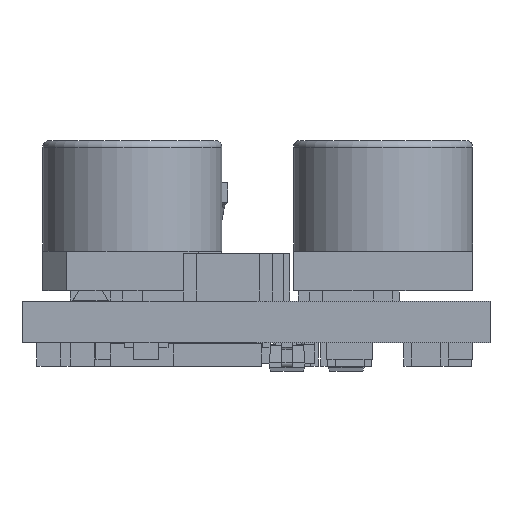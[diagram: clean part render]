
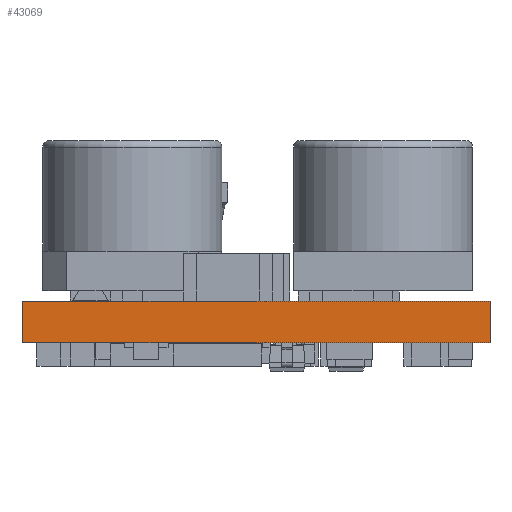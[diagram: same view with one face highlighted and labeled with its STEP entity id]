
A CAD part, front view. The second image highlights one B-rep face of the part: STEP entity #43069.
In plain terms, the highlighted planar face has unit normal (0, -1, 0).
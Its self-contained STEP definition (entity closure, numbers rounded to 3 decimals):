
#1514 = VERTEX_POINT ( 'NONE', #27962 ) ;
#3936 = ORIENTED_EDGE ( 'NONE', *, *, #37559, .T. ) ;
#6464 = EDGE_CURVE ( 'NONE', #42501, #45635, #52547, .T. ) ;
#6781 = DIRECTION ( 'NONE',  ( 0., 1., 0. ) ) ;
#9211 = EDGE_LOOP ( 'NONE', ( #3936, #35512, #29660, #29841 ) ) ;
#10171 = LINE ( 'NONE', #42963, #55756 ) ;
#11891 = DIRECTION ( 'NONE',  ( 0., 0., -1. ) ) ;
#13436 = AXIS2_PLACEMENT_3D ( 'NONE', #46784, #6781, #28605 ) ;
#19157 = LINE ( 'NONE', #35539, #34295 ) ;
#20203 = CARTESIAN_POINT ( 'NONE',  ( 0., 0., 0. ) ) ;
#22793 = DIRECTION ( 'NONE',  ( 0., 0., -1. ) ) ;
#24446 = CARTESIAN_POINT ( 'NONE',  ( 0., 0., 0. ) ) ;
#27962 = CARTESIAN_POINT ( 'NONE',  ( 17.78, 0., 0. ) ) ;
#28605 = DIRECTION ( 'NONE',  ( 0., 0., 1. ) ) ;
#29660 = ORIENTED_EDGE ( 'NONE', *, *, #50184, .F. ) ;
#29841 = ORIENTED_EDGE ( 'NONE', *, *, #6464, .T. ) ;
#31311 = CARTESIAN_POINT ( 'NONE',  ( 17.78, 0., 1.575 ) ) ;
#32990 = EDGE_CURVE ( 'NONE', #36229, #1514, #19157, .T. ) ;
#34295 = VECTOR ( 'NONE', #22793, 1000. ) ;
#35512 = ORIENTED_EDGE ( 'NONE', *, *, #32990, .F. ) ;
#35539 = CARTESIAN_POINT ( 'NONE',  ( 17.78, 0., 1.575 ) ) ;
#36229 = VERTEX_POINT ( 'NONE', #31311 ) ;
#37559 = EDGE_CURVE ( 'NONE', #45635, #1514, #53221, .T. ) ;
#41963 = PLANE ( 'NONE',  #13436 ) ;
#42501 = VERTEX_POINT ( 'NONE', #51262 ) ;
#42963 = CARTESIAN_POINT ( 'NONE',  ( 0., 0., 1.575 ) ) ;
#43069 = ADVANCED_FACE ( 'NONE', ( #45973 ), #41963, .F. ) ;
#43607 = VECTOR ( 'NONE', #11891, 1000. ) ;
#45635 = VERTEX_POINT ( 'NONE', #24446 ) ;
#45973 = FACE_OUTER_BOUND ( 'NONE', #9211, .T. ) ;
#46784 = CARTESIAN_POINT ( 'NONE',  ( 0., 0., 1.575 ) ) ;
#50184 = EDGE_CURVE ( 'NONE', #42501, #36229, #10171, .T. ) ;
#51262 = CARTESIAN_POINT ( 'NONE',  ( 0., 0., 1.575 ) ) ;
#51831 = CARTESIAN_POINT ( 'NONE',  ( 0., 0., 1.575 ) ) ;
#52547 = LINE ( 'NONE', #51831, #43607 ) ;
#53221 = LINE ( 'NONE', #20203, #55303 ) ;
#55303 = VECTOR ( 'NONE', #55861, 1000. ) ;
#55756 = VECTOR ( 'NONE', #56681, 1000. ) ;
#55861 = DIRECTION ( 'NONE',  ( 1., 0., 0. ) ) ;
#56681 = DIRECTION ( 'NONE',  ( 1., 0., 0. ) ) ;
